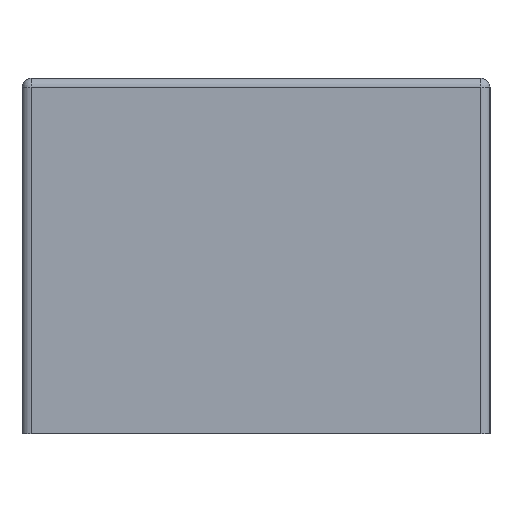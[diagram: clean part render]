
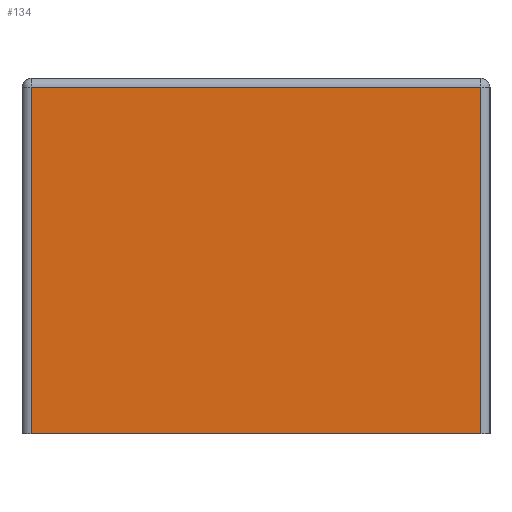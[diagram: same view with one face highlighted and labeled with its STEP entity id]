
A CAD part, left-side view. The second image highlights one B-rep face of the part: STEP entity #134.
In plain terms, the highlighted planar face has unit normal (-1, 0, 0).
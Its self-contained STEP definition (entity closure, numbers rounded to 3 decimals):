
#95 = CARTESIAN_POINT ( 'NONE',  ( -1., -0.6, 0.925 ) ) ;
#96 = VERTEX_POINT ( 'NONE', #95 ) ;
#97 = CARTESIAN_POINT ( 'NONE',  ( -1., 0.6, 0.925 ) ) ;
#98 = VERTEX_POINT ( 'NONE', #97 ) ;
#99 = CARTESIAN_POINT ( 'NONE',  ( -1., -0.625, 0.925 ) ) ;
#100 = DIRECTION ( 'NONE',  ( 0., 1., 0. ) ) ;
#101 = VECTOR ( 'NONE', #100, 1000. ) ;
#102 = LINE ( 'NONE', #99, #101 ) ;
#103 = EDGE_CURVE ( 'NONE', #96, #98, #102, .T. ) ;
#104 = ORIENTED_EDGE ( 'NONE', *, *, #103, .T. ) ;
#105 = CARTESIAN_POINT ( 'NONE',  ( -1., 0.6, 0. ) ) ;
#106 = VERTEX_POINT ( 'NONE', #105 ) ;
#107 = CARTESIAN_POINT ( 'NONE',  ( -1., 0.6, 0.95 ) ) ;
#108 = DIRECTION ( 'NONE',  ( 0., 0., -1. ) ) ;
#109 = VECTOR ( 'NONE', #108, 1000. ) ;
#110 = LINE ( 'NONE', #107, #109 ) ;
#111 = EDGE_CURVE ( 'NONE', #98, #106, #110, .T. ) ;
#112 = ORIENTED_EDGE ( 'NONE', *, *, #111, .T. ) ;
#113 = CARTESIAN_POINT ( 'NONE',  ( -1., -0.6, 0. ) ) ;
#114 = VERTEX_POINT ( 'NONE', #113 ) ;
#115 = CARTESIAN_POINT ( 'NONE',  ( -1., -0.625, 0. ) ) ;
#116 = DIRECTION ( 'NONE',  ( 0., -1., 0. ) ) ;
#117 = VECTOR ( 'NONE', #116, 1000. ) ;
#118 = LINE ( 'NONE', #115, #117 ) ;
#119 = EDGE_CURVE ( 'NONE', #106, #114, #118, .T. ) ;
#120 = ORIENTED_EDGE ( 'NONE', *, *, #119, .T. ) ;
#121 = CARTESIAN_POINT ( 'NONE',  ( -1., -0.6, 0.95 ) ) ;
#122 = DIRECTION ( 'NONE',  ( 0., 0., 1. ) ) ;
#123 = VECTOR ( 'NONE', #122, 1000. ) ;
#124 = LINE ( 'NONE', #121, #123 ) ;
#125 = EDGE_CURVE ( 'NONE', #114, #96, #124, .T. ) ;
#126 = ORIENTED_EDGE ( 'NONE', *, *, #125, .T. ) ;
#127 = EDGE_LOOP ( 'NONE', ( #104, #112, #120, #126 ) ) ;
#128 = FACE_OUTER_BOUND ( 'NONE', #127, .T. ) ;
#129 = CARTESIAN_POINT ( 'NONE',  ( -1., -0.625, 0.95 ) ) ;
#130 = DIRECTION ( 'NONE',  ( 1., 0., 0. ) ) ;
#131 = DIRECTION ( 'NONE',  ( 0., 1., 0. ) ) ;
#132 = AXIS2_PLACEMENT_3D ( 'NONE', #129, #130, #131 ) ;
#133 = PLANE ( 'NONE', #132 ) ;
#134 = ADVANCED_FACE ( 'NONE', ( #128 ), #133, .F. ) ;
